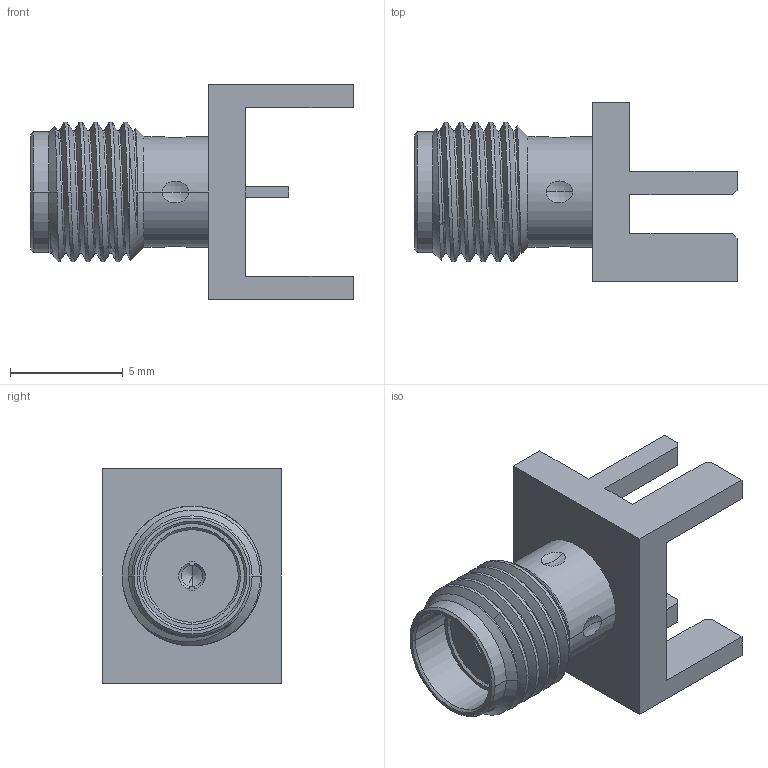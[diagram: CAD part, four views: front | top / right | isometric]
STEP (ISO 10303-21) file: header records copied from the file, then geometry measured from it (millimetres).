
FILE_DESCRIPTION (( 'STEP AP214' ), '1' );
FILE_NAME ('sma1.STEP', '2020-11-10T08:20:12', ( 'Admin' ), ( '' ), 'SwSTEP 2.0', 'SolidWorks 2019', '' );
FILE_SCHEMA (( 'AUTOMOTIVE_DESIGN' ));
Length unit declared in the file: inch
Products named in the file (1): sma1
Bounding box: 14.27 x 7.92 x 9.52 mm (x, y, z)
Volume: 293.6 mm3; surface area: 537.6 mm2
Topology: 1 solids, 1 shells, 104 faces, 260 edges, 165 vertices
Faces by surface type: plane 38, cylinder 27, cone 22, bspline 9, sphere 8
Entity records: 5205 total; most frequent: CARTESIAN_POINT 2724, ORIENTED_EDGE 516, DIRECTION 458, EDGE_CURVE 258, VERTEX_POINT 165, AXIS2_PLACEMENT_3D 162, VECTOR 134, LINE 134
